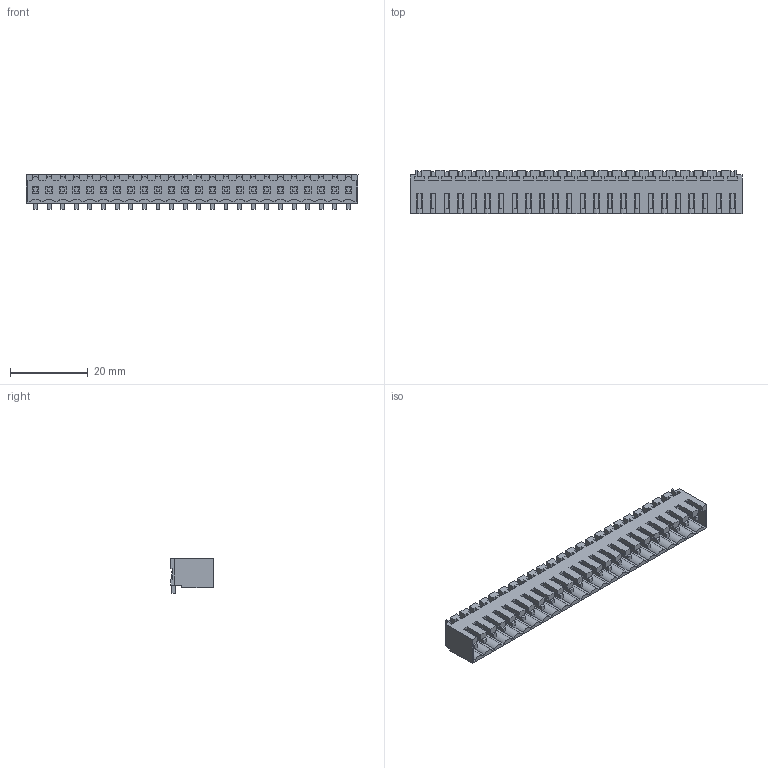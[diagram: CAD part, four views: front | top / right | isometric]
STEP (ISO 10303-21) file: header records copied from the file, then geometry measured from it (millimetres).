
FILE_DESCRIPTION(('CATIA V5 STEP Exchange','CAx-IF Rec.Pracs.--- Model Styling and Organization---1.2---2011-12-15'),'2;1');
FILE_NAME ('D1455632_0_1761762001_1761762001.stp','2018-03-10T13:32:15+00:00',('none'),('Weidmueller'),'CATIA Version 5-6 Release 2014','CATIA V5 STEP AP214','none');
FILE_SCHEMA(('AUTOMOTIVE_DESIGN { 1 0 10303 214 1 1 1 1 }'));
Length unit declared in the file: millimetre
Products named in the file (1): 1761762001
Bounding box: 85.4 x 11.05 x 8.95 mm (x, y, z)
Volume: 2802.3 mm3; surface area: 7681.2 mm2
Topology: 25 solids, 25 shells, 1332 faces, 3933 edges, 2675 vertices
Faces by surface type: plane 1308, cylinder 24
Entity records: 41610 total; most frequent: ORIENTED_EDGE 7866, CARTESIAN_POINT 7277, DIRECTION 5269, EDGE_CURVE 3933, VECTOR 3885, LINE 3885, VERTEX_POINT 2675, EDGE_LOOP 1404
